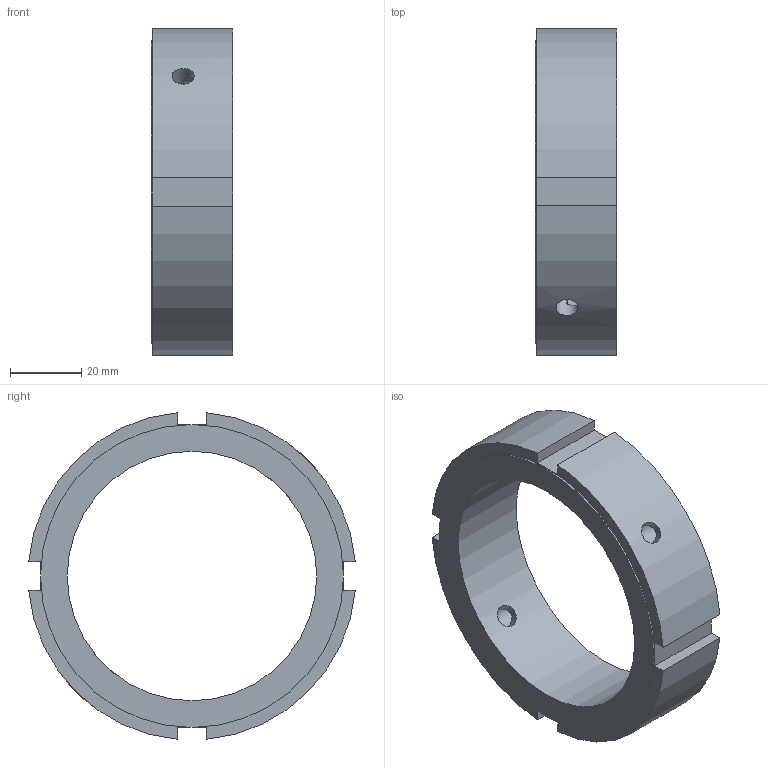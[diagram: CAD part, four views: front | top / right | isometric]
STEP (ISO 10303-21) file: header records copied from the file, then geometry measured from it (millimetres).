
FILE_DESCRIPTION((''),'2;1');
FILE_NAME('FKD ZMV70.stp','2014-02-22T14:57:10',('sugidesign'),(''),'Autodesk Inventor LT ','Autodesk Inventor LT ','');
FILE_SCHEMA(('CONFIG_CONTROL_DESIGN'));
Length unit declared in the file: millimetre
Products named in the file (1): FKD ZMV70
Bounding box: 23 x 91.65 x 91.65 mm (x, y, z)
Volume: 59955 mm3; surface area: 18330.3 mm2
Topology: 1 solids, 1 shells, 32 faces, 87 edges, 55 vertices
Faces by surface type: plane 18, cylinder 10, cone 4
Full cylindrical faces by diameter (mm): 6.2 x2, 6.647 x2, 70 x1, 85 x1
Entity records: 1247 total; most frequent: CARTESIAN_POINT 417, ORIENTED_EDGE 154, DIRECTION 152, EDGE_CURVE 77, AXIS2_PLACEMENT_3D 54, VERTEX_POINT 53, EDGE_LOOP 48, VECTOR 44
